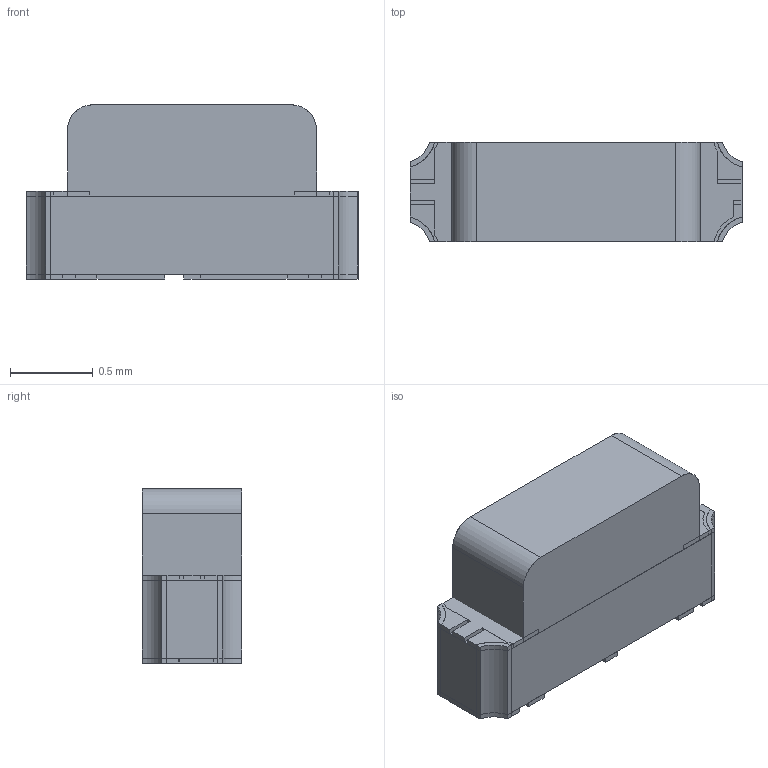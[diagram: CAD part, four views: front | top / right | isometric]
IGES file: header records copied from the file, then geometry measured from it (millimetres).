
Start section: SolidWorks IGES file using analytic representation for surfaces
Global section: file name: APBA2006.IGS; native system: SolidWorks 2014; preprocessor: SolidWorks 2014; author: FrankH; date: 230710.093722; units: millimetre
Bounding box: 2 x 0.6 x 1.05 mm (x, y, z)
Surface area: 13.7 mm2 (no closed solid volume)
Topology: 0 solids, 0 shells, 240 faces, 1216 edges, 1216 vertices
Faces by surface type: bspline 202, revolution 38
